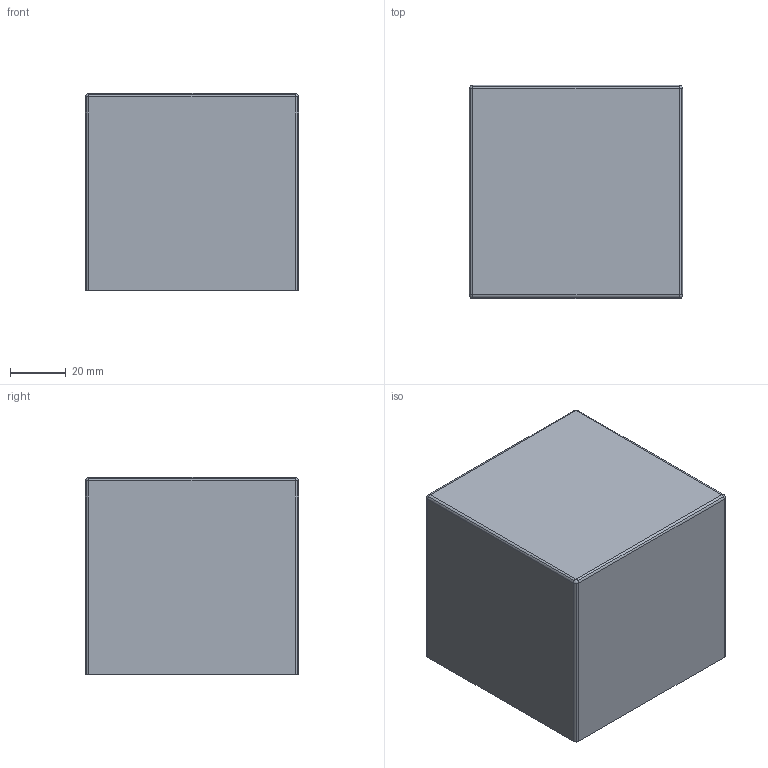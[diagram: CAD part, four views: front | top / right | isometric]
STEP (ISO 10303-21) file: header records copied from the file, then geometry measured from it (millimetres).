
FILE_DESCRIPTION(('STEP AP214'),'1');
FILE_NAME('neoBox.stp','2025-01-08T19:34:32',('E212010'),(' '),'Spatial InterOp 3D','CST ACIS InterOp Converter 2016',' ');
FILE_SCHEMA(('AUTOMOTIVE_DESIGN { 1 0 10303 214 1 1 1 1 }'));
Length unit declared in the file: inch
Products named in the file (1): component1|box
Bounding box: 76.2 x 76.2 x 70.48 mm (x, y, z)
Volume: 37879.9 mm3; surface area: 53582.4 mm2
Topology: 1 solids, 1 shells, 55 faces, 136 edges, 84 vertices
Faces by surface type: plane 27, cylinder 24, sphere 4
Entity records: 1623 total; most frequent: DIRECTION 292, CARTESIAN_POINT 272, ORIENTED_EDGE 264, EDGE_CURVE 132, AXIS2_PLACEMENT_3D 104, VERTEX_POINT 84, LINE 84, VECTOR 84
